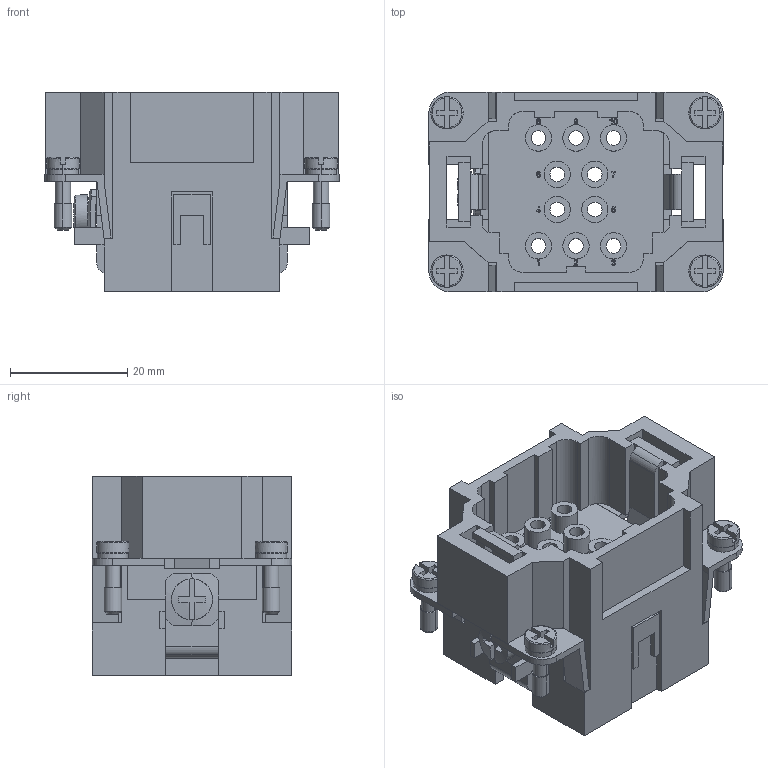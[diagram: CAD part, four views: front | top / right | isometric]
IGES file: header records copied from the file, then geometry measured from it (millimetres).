
Global section: file name: No Iges File Name specified; native system: AutoDesk Inventor R6.1; preprocessor: AutoDesk Inventor Iges Exporter R6.1; author: No Author specified; organization: No Organization specified; date: 20061128.172749; units: millimetre
Bounding box: 50.2 x 34 x 34.01 mm (x, y, z)
Volume: 23363.3 mm3; surface area: 17462.1 mm2
Topology: 1 solids, 1 shells, 911 faces, 2429 edges, 1603 vertices
Faces by surface type: plane 403, bspline 373, cylinder 60, revolution 59, torus 8, sphere 4, cone 4
